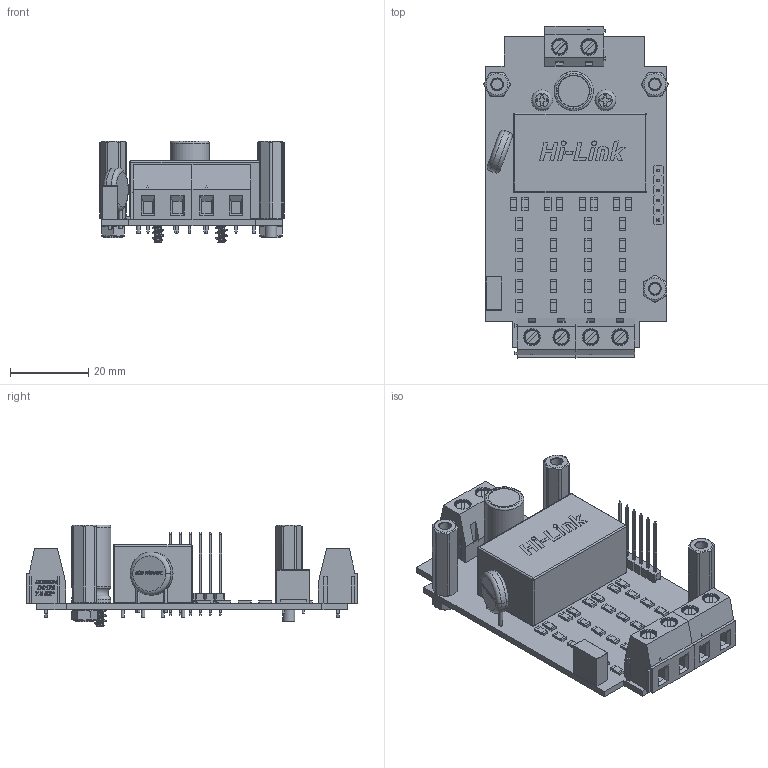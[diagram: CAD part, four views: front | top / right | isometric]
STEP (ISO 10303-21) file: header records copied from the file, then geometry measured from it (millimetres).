
FILE_DESCRIPTION(('Open CASCADE Model'),'2;1');
FILE_NAME('Open CASCADE Shape Model','2024-03-02T20:41:19',('Author'),( 'Open CASCADE'),'Open CASCADE STEP processor 7.5','Open CASCADE 7.5' ,'Unknown');
FILE_SCHEMA(('AUTOMOTIVE_DESIGN { 1 0 10303 214 1 1 1 1 }'));
Length unit declared in the file: millimetre
Products named in the file (53): PCB; Board; Open CASCADE STEP translator 7.5 2.1.1; F1; te5; R29; RES 1206 (3216 metric); R28; R27; R26; C1; ElectroCap20x10mm; ElectroCap20x10mm Leads; ElectroCap20x10mm Body; ElectroCap20x10mm Stripe; R15; R4; R5; R3; R20; R9; R19; R17; R14; R6; R12; R10; R22; R18; R1; R23; R11; R24; R21; R7; R13; R8; R16; R2; U1 ...
Assembly tree (85 placements, depth 5):
  PCB
    Board
      Open CASCADE STEP translator 7.5 2.1.1
    F1
      te5
    R29
      RES 1206 (3216 metric)
    R28
      RES 1206 (3216 metric)
    R27
      RES 1206 (3216 metric)
    R26
      RES 1206 (3216 metric)
    C1
      ElectroCap20x10mm
        ElectroCap20x10mm Leads
        ElectroCap20x10mm Body
        ElectroCap20x10mm Stripe
    R15
      RES 1206 (3216 metric)
    R4
      RES 1206 (3216 metric)
    R5
      RES 1206 (3216 metric)
    R3
      RES 1206 (3216 metric)
    R20
      RES 1206 (3216 metric)
    R9
      RES 1206 (3216 metric)
    R19
      RES 1206 (3216 metric)
    R17
      RES 1206 (3216 metric)
    R14
      RES 1206 (3216 metric)
    R6
      RES 1206 (3216 metric)
    R12
      RES 1206 (3216 metric)
    R10
      RES 1206 (3216 metric)
    R22
      RES 1206 (3216 metric)
    R18
      RES 1206 (3216 metric)
    R1
      RES 1206 (3216 metric)
    R23
      RES 1206 (3216 metric)
    R11
      RES 1206 (3216 metric)
    R24
      RES 1206 (3216 metric)
    R21
      RES 1206 (3216 metric)
    R7
      RES 1206 (3216 metric)
    R13
      RES 1206 (3216 metric)
Bounding box: 47.04 x 84.75 x 26 mm (x, y, z)
Volume: 26335.4 mm3; surface area: 19792.1 mm2
Topology: 46 solids, 46 shells, 2780 faces, 7176 edges, 4644 vertices
Faces by surface type: plane 2005, bspline 515, cylinder 143, cone 66, torus 39, sphere 12
Full cylindrical faces by diameter (mm): 0.6 x4, 0.847 x4, 0.9 x8, 1 x8, 1.6 x6, 1.66 x6, 2.35 x3, 3 x16, 3.2 x2, 4 x9, 4.1 x12, 4.791 x2, 5.3 x2, 8 x1
Entity records: 50287 total; most frequent: CARTESIAN_POINT 19934, ORIENTED_EDGE 5306, DIRECTION 4285, EDGE_CURVE 2653, LINE 1861, VECTOR 1861, VERTEX_POINT 1725, AXIS2_PLACEMENT_3D 1212
